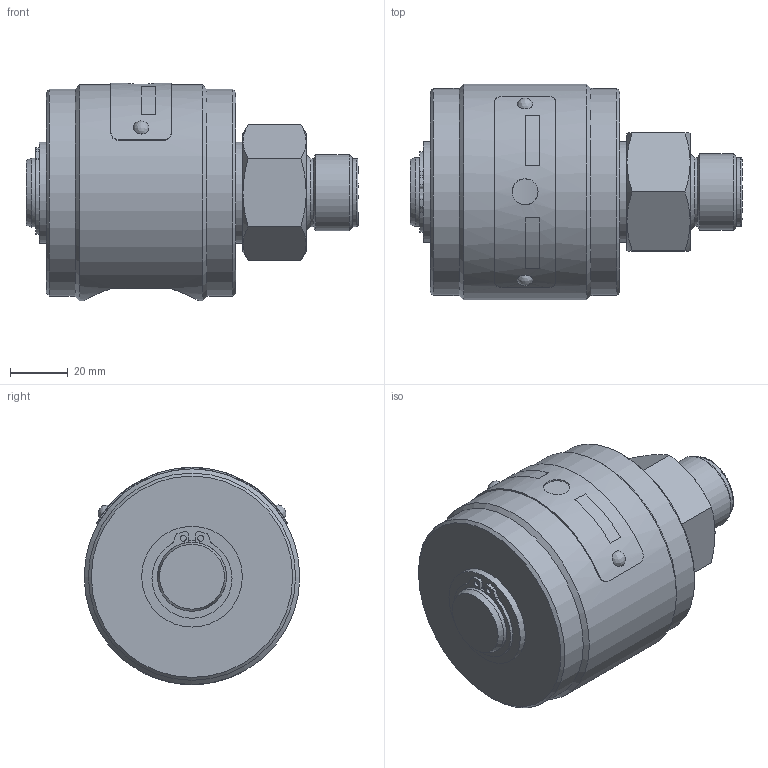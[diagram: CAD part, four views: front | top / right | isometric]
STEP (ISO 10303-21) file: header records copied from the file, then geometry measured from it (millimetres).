
FILE_DESCRIPTION (( 'STEP AP214' ), '1' );
FILE_NAME ('TUR-GSN18ACQ.STEP', '2016-08-22T13:08:15', ( '' ), ( '' ), 'SwSTEP 2.0', 'SolidWorks 2016', '' );
FILE_SCHEMA (( 'AUTOMOTIVE_DESIGN' ));
Length unit declared in the file: millimetre
Products named in the file (1): TUR-GSN18ACQ
Bounding box: 115.4 x 75 x 75.5 mm (x, y, z)
Volume: 276619.3 mm3; surface area: 49908 mm2
Topology: 1 solids, 2 shells, 159 faces, 385 edges, 248 vertices
Faces by surface type: cylinder 66, plane 60, cone 26, bspline 7
Full cylindrical faces by diameter (mm): 2 x2, 3 x3, 9 x1, 14 x2, 18.5 x1, 19 x1, 22.9 x1, 23 x1, 23.72 x2, 24 x1, 24.12 x1, 24.6 x1, 25 x3, 25.1 x2, 26.44 x1, 30 x4, 32.1 x2, 32.5 x2, 35 x2, 72 x2, 75 x1
Entity records: 8799 total; most frequent: CARTESIAN_POINT 4176, DIRECTION 628, ORIENTED_EDGE 624, EDGE_CURVE 312, AXIS2_PLACEMENT_3D 281, EDGE_LOOP 246, VERTEX_POINT 228, FACE_OUTER_BOUND 196
